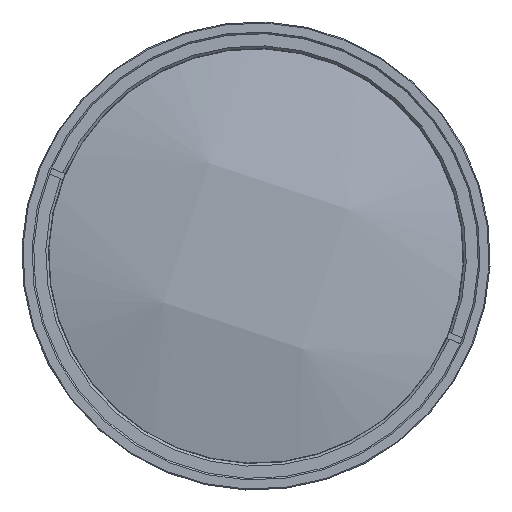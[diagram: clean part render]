
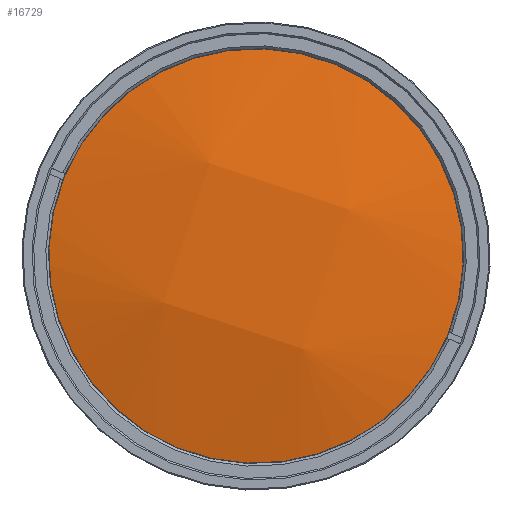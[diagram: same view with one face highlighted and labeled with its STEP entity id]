
A CAD part, left-side view. The second image highlights one B-rep face of the part: STEP entity #16729.
In plain terms, the highlighted free-form (B-spline) face has degree [3, 3] with [4, 4] control points.
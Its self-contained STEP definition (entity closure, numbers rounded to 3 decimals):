
#947 = VERTEX_POINT ( 'NONE', #4914 ) ;
#1362 = CARTESIAN_POINT ( 'NONE',  ( -190.376, -51.431, 27.349 ) ) ;
#1639 = CARTESIAN_POINT ( 'NONE',  ( -206.625, -18.4, 9.125 ) ) ;
#1692 = DIRECTION ( 'NONE',  ( 0., 0.949, 0.314 ) ) ;
#2037 = DIRECTION ( 'NONE',  ( -1., 0., 0. ) ) ;
#3755 = ORIENTED_EDGE ( 'NONE', *, *, #9154, .T. ) ;
#4089 = CARTESIAN_POINT ( 'NONE',  ( -206.625, -9.319, -18.302 ) ) ;
#4413 = CIRCLE ( 'NONE', #14701, 41.5 ) ;
#4914 = CARTESIAN_POINT ( 'NONE',  ( -196.419, -39.397, -13.044 ) ) ;
#5537 = CARTESIAN_POINT ( 'NONE',  ( -190.376, 51.431, -27.349 ) ) ;
#6336 = EDGE_CURVE ( 'NONE', #947, #13814, #4413, .T. ) ;
#6690 =( BOUNDED_SURFACE ( )  B_SPLINE_SURFACE ( 3, 3, ( 
 ( #11150, #9552, #13844, #1362 ),
 ( #10886, #13936, #1639, #9831 ),
 ( #16252, #16335, #4089, #15271 ),
 ( #5537, #8497, #10979, #16433 ) ),
 .UNSPECIFIED., .F., .F., .T. ) 
 B_SPLINE_SURFACE_WITH_KNOTS ( ( 4, 4 ),
 ( 4, 4 ),
 ( 0., 1. ),
 ( 0., 1. ),
 .UNSPECIFIED. ) 
 GEOMETRIC_REPRESENTATION_ITEM ( )  RATIONAL_B_SPLINE_SURFACE ( (
 ( 1., 0.972, 0.972, 1.),
 ( 0.972, 0.945, 0.945, 0.972),
 ( 0.972, 0.945, 0.945, 0.972),
 ( 1., 0.972, 0.972, 1.) ) ) 
 REPRESENTATION_ITEM ( '' )  SURFACE ( )  );
#7473 = DIRECTION ( 'NONE',  ( 0., 0.949, 0.314 ) ) ;
#8454 = CARTESIAN_POINT ( 'NONE',  ( -196.419, 0., 0. ) ) ;
#8497 = CARTESIAN_POINT ( 'NONE',  ( -198.241, 26.334, -35.659 ) ) ;
#9154 = EDGE_CURVE ( 'NONE', #13814, #947, #17087, .T. ) ;
#9371 = ORIENTED_EDGE ( 'NONE', *, *, #6336, .T. ) ;
#9552 = CARTESIAN_POINT ( 'NONE',  ( -198.241, -0.149, 44.328 ) ) ;
#9831 = CARTESIAN_POINT ( 'NONE',  ( -198.299, -44.968, 0.328 ) ) ;
#10886 = CARTESIAN_POINT ( 'NONE',  ( -198.299, 35.888, 27.098 ) ) ;
#10979 = CARTESIAN_POINT ( 'NONE',  ( -198.241, 0.149, -44.328 ) ) ;
#11065 = FACE_OUTER_BOUND ( 'NONE', #11197, .T. ) ;
#11150 = CARTESIAN_POINT ( 'NONE',  ( -190.376, 24.949, 52.638 ) ) ;
#11197 = EDGE_LOOP ( 'NONE', ( #3755, #9371 ) ) ;
#13814 = VERTEX_POINT ( 'NONE', #15616 ) ;
#13844 = CARTESIAN_POINT ( 'NONE',  ( -198.241, -26.334, 35.659 ) ) ;
#13936 = CARTESIAN_POINT ( 'NONE',  ( -206.625, 9.319, 18.302 ) ) ;
#14234 = CARTESIAN_POINT ( 'NONE',  ( -196.419, 0., 0. ) ) ;
#14701 = AXIS2_PLACEMENT_3D ( 'NONE', #8454, #15418, #1692 ) ;
#15271 = CARTESIAN_POINT ( 'NONE',  ( -198.299, -35.888, -27.098 ) ) ;
#15418 = DIRECTION ( 'NONE',  ( -1., 0., 0. ) ) ;
#15616 = CARTESIAN_POINT ( 'NONE',  ( -196.419, 39.397, 13.044 ) ) ;
#16252 = CARTESIAN_POINT ( 'NONE',  ( -198.299, 44.968, -0.328 ) ) ;
#16335 = CARTESIAN_POINT ( 'NONE',  ( -206.625, 18.4, -9.125 ) ) ;
#16433 = CARTESIAN_POINT ( 'NONE',  ( -190.376, -24.949, -52.638 ) ) ;
#16729 = ADVANCED_FACE ( 'NONE', ( #11065 ), #6690, .T. ) ;
#17087 = CIRCLE ( 'NONE', #17662, 41.5 ) ;
#17662 = AXIS2_PLACEMENT_3D ( 'NONE', #14234, #2037, #7473 ) ;
